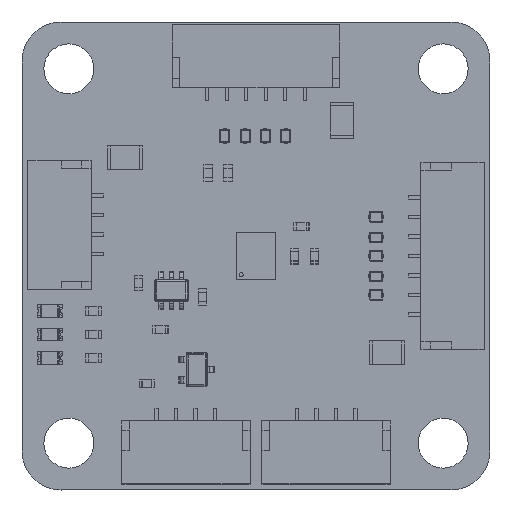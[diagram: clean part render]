
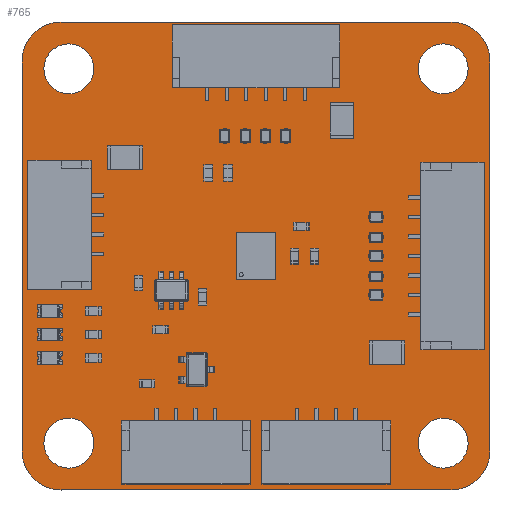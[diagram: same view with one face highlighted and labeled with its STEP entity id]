
A CAD part, top view. The second image highlights one B-rep face of the part: STEP entity #765.
In plain terms, the highlighted planar face has unit normal (0, 0, 1).
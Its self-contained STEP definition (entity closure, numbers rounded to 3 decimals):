
#356 = VERTEX_POINT('',#357);
#357 = CARTESIAN_POINT('',(0.,2.5,1.561));
#363 = EDGE_CURVE('',#356,#364,#366,.T.);
#364 = VERTEX_POINT('',#365);
#365 = CARTESIAN_POINT('',(0.,27.5,1.561));
#366 = LINE('',#367,#368);
#367 = CARTESIAN_POINT('',(0.,2.5,1.561));
#368 = VECTOR('',#369,1.);
#369 = DIRECTION('',(0.,1.,0.));
#394 = EDGE_CURVE('',#364,#395,#397,.T.);
#395 = VERTEX_POINT('',#396);
#396 = CARTESIAN_POINT('',(2.5,30.,1.561));
#397 = CIRCLE('',#398,2.5);
#398 = AXIS2_PLACEMENT_3D('',#399,#400,#401);
#399 = CARTESIAN_POINT('',(2.5,27.5,1.561));
#400 = DIRECTION('',(0.,0.,-1.));
#401 = DIRECTION('',(-1.,0.,0.));
#427 = EDGE_CURVE('',#395,#428,#430,.T.);
#428 = VERTEX_POINT('',#429);
#429 = CARTESIAN_POINT('',(27.5,30.,1.561));
#430 = LINE('',#431,#432);
#431 = CARTESIAN_POINT('',(2.5,30.,1.561));
#432 = VECTOR('',#433,1.);
#433 = DIRECTION('',(1.,0.,0.));
#458 = EDGE_CURVE('',#428,#459,#461,.T.);
#459 = VERTEX_POINT('',#460);
#460 = CARTESIAN_POINT('',(30.,27.5,1.561));
#461 = CIRCLE('',#462,2.5);
#462 = AXIS2_PLACEMENT_3D('',#463,#464,#465);
#463 = CARTESIAN_POINT('',(27.5,27.5,1.561));
#464 = DIRECTION('',(0.,0.,-1.));
#465 = DIRECTION('',(0.,1.,0.));
#491 = EDGE_CURVE('',#459,#492,#494,.T.);
#492 = VERTEX_POINT('',#493);
#493 = CARTESIAN_POINT('',(30.,2.5,1.561));
#494 = LINE('',#495,#496);
#495 = CARTESIAN_POINT('',(30.,27.5,1.561));
#496 = VECTOR('',#497,1.);
#497 = DIRECTION('',(0.,-1.,0.));
#522 = EDGE_CURVE('',#492,#523,#525,.T.);
#523 = VERTEX_POINT('',#524);
#524 = CARTESIAN_POINT('',(27.5,0.,1.561));
#525 = CIRCLE('',#526,2.5);
#526 = AXIS2_PLACEMENT_3D('',#527,#528,#529);
#527 = CARTESIAN_POINT('',(27.5,2.5,1.561));
#528 = DIRECTION('',(0.,0.,-1.));
#529 = DIRECTION('',(1.,0.,0.));
#555 = EDGE_CURVE('',#523,#556,#558,.T.);
#556 = VERTEX_POINT('',#557);
#557 = CARTESIAN_POINT('',(2.5,0.,1.561)
  );
#558 = LINE('',#559,#560);
#559 = CARTESIAN_POINT('',(27.5,0.,1.561));
#560 = VECTOR('',#561,1.);
#561 = DIRECTION('',(-1.,0.,0.));
#586 = EDGE_CURVE('',#556,#356,#587,.T.);
#587 = CIRCLE('',#588,2.5);
#588 = AXIS2_PLACEMENT_3D('',#589,#590,#591);
#589 = CARTESIAN_POINT('',(2.5,2.5,1.561));
#590 = DIRECTION('',(0.,0.,-1.));
#591 = DIRECTION('',(0.,-1.,0.));
#612 = VERTEX_POINT('',#613);
#613 = CARTESIAN_POINT('',(4.6,3.,1.561));
#619 = EDGE_CURVE('',#612,#612,#620,.T.);
#620 = CIRCLE('',#621,1.6);
#621 = AXIS2_PLACEMENT_3D('',#622,#623,#624);
#622 = CARTESIAN_POINT('',(3.,3.,1.561));
#623 = DIRECTION('',(0.,0.,1.));
#624 = DIRECTION('',(1.,0.,0.));
#645 = VERTEX_POINT('',#646);
#646 = CARTESIAN_POINT('',(4.6,27.,1.561));
#652 = EDGE_CURVE('',#645,#645,#653,.T.);
#653 = CIRCLE('',#654,1.6);
#654 = AXIS2_PLACEMENT_3D('',#655,#656,#657);
#655 = CARTESIAN_POINT('',(3.,27.,1.561));
#656 = DIRECTION('',(0.,0.,1.));
#657 = DIRECTION('',(1.,0.,0.));
#678 = VERTEX_POINT('',#679);
#679 = CARTESIAN_POINT('',(28.6,3.,1.561));
#685 = EDGE_CURVE('',#678,#678,#686,.T.);
#686 = CIRCLE('',#687,1.6);
#687 = AXIS2_PLACEMENT_3D('',#688,#689,#690);
#688 = CARTESIAN_POINT('',(27.,3.,1.561));
#689 = DIRECTION('',(0.,0.,1.));
#690 = DIRECTION('',(1.,0.,0.));
#711 = VERTEX_POINT('',#712);
#712 = CARTESIAN_POINT('',(28.6,27.,1.561));
#718 = EDGE_CURVE('',#711,#711,#719,.T.);
#719 = CIRCLE('',#720,1.6);
#720 = AXIS2_PLACEMENT_3D('',#721,#722,#723);
#721 = CARTESIAN_POINT('',(27.,27.,1.561));
#722 = DIRECTION('',(0.,0.,1.));
#723 = DIRECTION('',(1.,0.,0.));
#765 = ADVANCED_FACE('',(#766,#776,#779,#782,#785),#788,.T.);
#766 = FACE_BOUND('',#767,.F.);
#767 = EDGE_LOOP('',(#768,#769,#770,#771,#772,#773,#774,#775));
#768 = ORIENTED_EDGE('',*,*,#363,.T.);
#769 = ORIENTED_EDGE('',*,*,#394,.T.);
#770 = ORIENTED_EDGE('',*,*,#427,.T.);
#771 = ORIENTED_EDGE('',*,*,#458,.T.);
#772 = ORIENTED_EDGE('',*,*,#491,.T.);
#773 = ORIENTED_EDGE('',*,*,#522,.T.);
#774 = ORIENTED_EDGE('',*,*,#555,.T.);
#775 = ORIENTED_EDGE('',*,*,#586,.T.);
#776 = FACE_BOUND('',#777,.T.);
#777 = EDGE_LOOP('',(#778));
#778 = ORIENTED_EDGE('',*,*,#619,.F.);
#779 = FACE_BOUND('',#780,.T.);
#780 = EDGE_LOOP('',(#781));
#781 = ORIENTED_EDGE('',*,*,#652,.F.);
#782 = FACE_BOUND('',#783,.T.);
#783 = EDGE_LOOP('',(#784));
#784 = ORIENTED_EDGE('',*,*,#685,.F.);
#785 = FACE_BOUND('',#786,.T.);
#786 = EDGE_LOOP('',(#787));
#787 = ORIENTED_EDGE('',*,*,#718,.F.);
#788 = PLANE('',#789);
#789 = AXIS2_PLACEMENT_3D('',#790,#791,#792);
#790 = CARTESIAN_POINT('',(0.,2.5,1.561));
#791 = DIRECTION('',(0.,0.,1.));
#792 = DIRECTION('',(1.,0.,0.));
